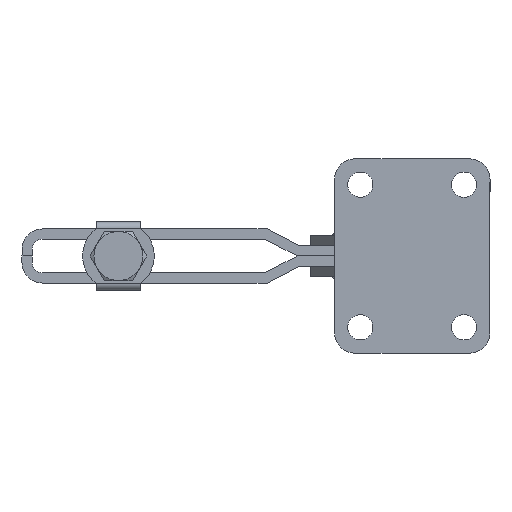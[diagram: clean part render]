
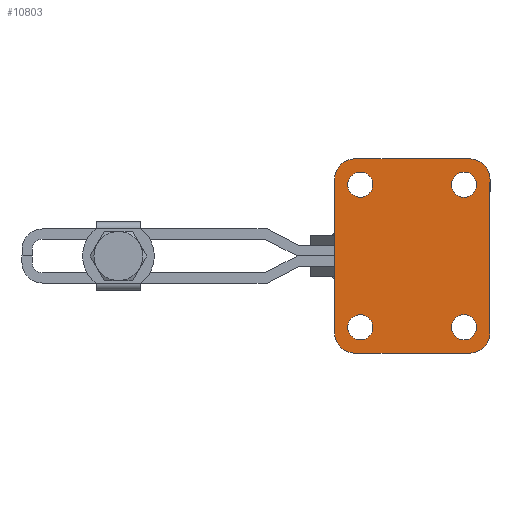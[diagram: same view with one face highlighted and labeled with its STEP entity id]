
A CAD part, front view. The second image highlights one B-rep face of the part: STEP entity #10803.
In plain terms, the highlighted planar face has unit normal (0, -1, 0).
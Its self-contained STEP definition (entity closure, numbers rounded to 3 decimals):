
#39 = DIRECTION ( 'NONE',  ( 0., 1., 0. ) ) ;
#176 = ORIENTED_EDGE ( 'NONE', *, *, #13394, .T. ) ;
#240 = DIRECTION ( 'NONE',  ( 0., 1., 0. ) ) ;
#433 = DIRECTION ( 'NONE',  ( 0., 1., 0. ) ) ;
#548 = EDGE_CURVE ( 'NONE', #11730, #3480, #15591, .T. ) ;
#633 = DIRECTION ( 'NONE',  ( -1., 0., 0. ) ) ;
#643 = AXIS2_PLACEMENT_3D ( 'NONE', #11648, #5412, #14213 ) ;
#667 = DIRECTION ( 'NONE',  ( 0., 1., 0. ) ) ;
#689 = EDGE_CURVE ( 'NONE', #6059, #4878, #6543, .T. ) ;
#965 = EDGE_LOOP ( 'NONE', ( #15322, #176 ) ) ;
#1070 = DIRECTION ( 'NONE',  ( 0., 0., 1. ) ) ;
#1313 = CARTESIAN_POINT ( 'NONE',  ( -10., -3., -42.6 ) ) ;
#1420 = AXIS2_PLACEMENT_3D ( 'NONE', #4754, #13524, #5987 ) ;
#1427 = CARTESIAN_POINT ( 'NONE',  ( -12.7, -3., 29.9 ) ) ;
#1582 = EDGE_CURVE ( 'NONE', #14725, #13280, #15955, .T. ) ;
#1616 = AXIS2_PLACEMENT_3D ( 'NONE', #1427, #10201, #2675 ) ;
#1748 = DIRECTION ( 'NONE',  ( 0., 1., 0. ) ) ;
#1820 = VERTEX_POINT ( 'NONE', #12379 ) ;
#1880 = FACE_BOUND ( 'NONE', #2429, .T. ) ;
#1918 = CIRCLE ( 'NONE', #9396, 10. ) ;
#1952 = EDGE_CURVE ( 'NONE', #13280, #14725, #3190, .T. ) ;
#2001 = EDGE_CURVE ( 'NONE', #3897, #8441, #16157, .T. ) ;
#2106 = VERTEX_POINT ( 'NONE', #2859 ) ;
#2110 = CARTESIAN_POINT ( 'NONE',  ( -76.2, -3., -42.6 ) ) ;
#2382 = AXIS2_PLACEMENT_3D ( 'NONE', #1313, #10097, #2581 ) ;
#2429 = EDGE_LOOP ( 'NONE', ( #15895, #10971 ) ) ;
#2514 = CARTESIAN_POINT ( 'NONE',  ( -76.2, -3., 32.6 ) ) ;
#2581 = DIRECTION ( 'NONE',  ( 1., 0., 0. ) ) ;
#2621 = VECTOR ( 'NONE', #6601, 1000. ) ;
#2675 = DIRECTION ( 'NONE',  ( -1., 0., 0. ) ) ;
#2740 = CARTESIAN_POINT ( 'NONE',  ( -69.65, -3., -39.9 ) ) ;
#2760 = CIRCLE ( 'NONE', #4644, 6.15 ) ;
#2859 = CARTESIAN_POINT ( 'NONE',  ( -18.85, -3., 29.9 ) ) ;
#2990 = AXIS2_PLACEMENT_3D ( 'NONE', #6433, #15222, #7697 ) ;
#3190 = CIRCLE ( 'NONE', #2990, 6.15 ) ;
#3402 = CARTESIAN_POINT ( 'NONE',  ( -6.55, -3., -39.9 ) ) ;
#3480 = VERTEX_POINT ( 'NONE', #8090 ) ;
#3585 = CARTESIAN_POINT ( 'NONE',  ( -57.35, -3., -39.9 ) ) ;
#3815 = AXIS2_PLACEMENT_3D ( 'NONE', #7747, #240, #9016 ) ;
#3897 = VERTEX_POINT ( 'NONE', #3402 ) ;
#3899 = VERTEX_POINT ( 'NONE', #7166 ) ;
#4169 = CARTESIAN_POINT ( 'NONE',  ( -66.2, -3., 42.6 ) ) ;
#4341 = DIRECTION ( 'NONE',  ( 0., 1., 0. ) ) ;
#4515 = VERTEX_POINT ( 'NONE', #14526 ) ;
#4625 = ORIENTED_EDGE ( 'NONE', *, *, #548, .F. ) ;
#4644 = AXIS2_PLACEMENT_3D ( 'NONE', #9265, #1748, #10510 ) ;
#4710 = EDGE_CURVE ( 'NONE', #8441, #3897, #10838, .T. ) ;
#4754 = CARTESIAN_POINT ( 'NONE',  ( -63.5, -3., 29.9 ) ) ;
#4878 = VERTEX_POINT ( 'NONE', #2110 ) ;
#4993 = EDGE_CURVE ( 'NONE', #4878, #10562, #10204, .T. ) ;
#5154 = CARTESIAN_POINT ( 'NONE',  ( -57.35, -3., 29.9 ) ) ;
#5231 = EDGE_CURVE ( 'NONE', #8853, #3899, #6246, .T. ) ;
#5299 = CARTESIAN_POINT ( 'NONE',  ( -10., -3., 32.6 ) ) ;
#5412 = DIRECTION ( 'NONE',  ( 0., 1., 0. ) ) ;
#5664 = AXIS2_PLACEMENT_3D ( 'NONE', #6885, #15669, #8156 ) ;
#5987 = DIRECTION ( 'NONE',  ( -1., 0., 0. ) ) ;
#6043 = CIRCLE ( 'NONE', #8153, 10. ) ;
#6059 = VERTEX_POINT ( 'NONE', #13072 ) ;
#6202 = ORIENTED_EDGE ( 'NONE', *, *, #1582, .T. ) ;
#6246 = LINE ( 'NONE', #12011, #15500 ) ;
#6433 = CARTESIAN_POINT ( 'NONE',  ( -63.5, -3., -39.9 ) ) ;
#6483 = EDGE_LOOP ( 'NONE', ( #12185, #6202 ) ) ;
#6543 = CIRCLE ( 'NONE', #5664, 10. ) ;
#6558 = DIRECTION ( 'NONE',  ( 1., 0., 0. ) ) ;
#6601 = DIRECTION ( 'NONE',  ( 0., 0., -1. ) ) ;
#6656 = LINE ( 'NONE', #15733, #12929 ) ;
#6697 = ORIENTED_EDGE ( 'NONE', *, *, #5231, .F. ) ;
#6885 = CARTESIAN_POINT ( 'NONE',  ( -66.2, -3., -42.6 ) ) ;
#6957 = AXIS2_PLACEMENT_3D ( 'NONE', #11869, #4341, #13110 ) ;
#7094 = EDGE_CURVE ( 'NONE', #2106, #9119, #10062, .T. ) ;
#7166 = CARTESIAN_POINT ( 'NONE',  ( -10., -3., 42.6 ) ) ;
#7251 = ORIENTED_EDGE ( 'NONE', *, *, #2001, .T. ) ;
#7367 = EDGE_LOOP ( 'NONE', ( #11993, #7251 ) ) ;
#7493 = CARTESIAN_POINT ( 'NONE',  ( -18.85, -3., -39.9 ) ) ;
#7543 = CARTESIAN_POINT ( 'NONE',  ( -66.2, -3., 32.6 ) ) ;
#7697 = DIRECTION ( 'NONE',  ( 1., 0., 0. ) ) ;
#7747 = CARTESIAN_POINT ( 'NONE',  ( -12.7, -3., -39.9 ) ) ;
#7770 = CIRCLE ( 'NONE', #12315, 6.15 ) ;
#7953 = CARTESIAN_POINT ( 'NONE',  ( -12.7, -3., -39.9 ) ) ;
#8090 = CARTESIAN_POINT ( 'NONE',  ( 0., -3., -42.6 ) ) ;
#8148 = ORIENTED_EDGE ( 'NONE', *, *, #8717, .F. ) ;
#8153 = AXIS2_PLACEMENT_3D ( 'NONE', #7543, #39, #8806 ) ;
#8156 = DIRECTION ( 'NONE',  ( 1., 0., 0. ) ) ;
#8192 = CARTESIAN_POINT ( 'NONE',  ( -12.7, -3., 29.9 ) ) ;
#8441 = VERTEX_POINT ( 'NONE', #7493 ) ;
#8475 = EDGE_CURVE ( 'NONE', #10562, #8853, #6043, .T. ) ;
#8561 = FACE_BOUND ( 'NONE', #6483, .T. ) ;
#8717 = EDGE_CURVE ( 'NONE', #3480, #1820, #9184, .T. ) ;
#8806 = DIRECTION ( 'NONE',  ( 1., 0., 0. ) ) ;
#8823 = EDGE_LOOP ( 'NONE', ( #16048, #13619, #14631, #11992, #8148, #4625, #12725, #6697 ) ) ;
#8853 = VERTEX_POINT ( 'NONE', #4169 ) ;
#9016 = DIRECTION ( 'NONE',  ( 1., 0., 0. ) ) ;
#9083 = CARTESIAN_POINT ( 'NONE',  ( 0., -3., 32.6 ) ) ;
#9119 = VERTEX_POINT ( 'NONE', #16005 ) ;
#9151 = PLANE ( 'NONE',  #643 ) ;
#9184 = CIRCLE ( 'NONE', #2382, 10. ) ;
#9205 = DIRECTION ( 'NONE',  ( 1., 0., 0. ) ) ;
#9265 = CARTESIAN_POINT ( 'NONE',  ( -63.5, -3., 29.9 ) ) ;
#9396 = AXIS2_PLACEMENT_3D ( 'NONE', #5299, #14067, #6558 ) ;
#9460 = DIRECTION ( 'NONE',  ( -1., 0., 0. ) ) ;
#9543 = CIRCLE ( 'NONE', #1420, 6.15 ) ;
#9665 = EDGE_CURVE ( 'NONE', #1820, #6059, #6656, .T. ) ;
#9807 = VECTOR ( 'NONE', #1070, 1000. ) ;
#9936 = AXIS2_PLACEMENT_3D ( 'NONE', #7953, #433, #9205 ) ;
#10062 = CIRCLE ( 'NONE', #1616, 6.15 ) ;
#10097 = DIRECTION ( 'NONE',  ( 0., 1., 0. ) ) ;
#10201 = DIRECTION ( 'NONE',  ( 0., 1., 0. ) ) ;
#10204 = LINE ( 'NONE', #14972, #9807 ) ;
#10510 = DIRECTION ( 'NONE',  ( -1., 0., 0. ) ) ;
#10562 = VERTEX_POINT ( 'NONE', #2514 ) ;
#10803 = ADVANCED_FACE ( 'NONE', ( #1880, #8561, #14837, #11904, #11506 ), #9151, .F. ) ;
#10838 = CIRCLE ( 'NONE', #9936, 6.15 ) ;
#10971 = ORIENTED_EDGE ( 'NONE', *, *, #12841, .T. ) ;
#11506 = FACE_OUTER_BOUND ( 'NONE', #8823, .T. ) ;
#11648 = CARTESIAN_POINT ( 'NONE',  ( -66.2, -3., 32.6 ) ) ;
#11730 = VERTEX_POINT ( 'NONE', #13079 ) ;
#11869 = CARTESIAN_POINT ( 'NONE',  ( -63.5, -3., -39.9 ) ) ;
#11904 = FACE_BOUND ( 'NONE', #965, .T. ) ;
#11992 = ORIENTED_EDGE ( 'NONE', *, *, #9665, .F. ) ;
#11993 = ORIENTED_EDGE ( 'NONE', *, *, #4710, .T. ) ;
#12011 = CARTESIAN_POINT ( 'NONE',  ( -66.2, -3., 42.6 ) ) ;
#12185 = ORIENTED_EDGE ( 'NONE', *, *, #1952, .T. ) ;
#12315 = AXIS2_PLACEMENT_3D ( 'NONE', #8192, #667, #9460 ) ;
#12379 = CARTESIAN_POINT ( 'NONE',  ( -10., -3., -52.6 ) ) ;
#12725 = ORIENTED_EDGE ( 'NONE', *, *, #14230, .F. ) ;
#12841 = EDGE_CURVE ( 'NONE', #9119, #2106, #7770, .T. ) ;
#12929 = VECTOR ( 'NONE', #633, 1000. ) ;
#13072 = CARTESIAN_POINT ( 'NONE',  ( -66.2, -3., -52.6 ) ) ;
#13079 = CARTESIAN_POINT ( 'NONE',  ( 0., -3., 32.6 ) ) ;
#13110 = DIRECTION ( 'NONE',  ( 1., 0., 0. ) ) ;
#13233 = DIRECTION ( 'NONE',  ( 1., 0., 0. ) ) ;
#13280 = VERTEX_POINT ( 'NONE', #2740 ) ;
#13394 = EDGE_CURVE ( 'NONE', #13653, #4515, #2760, .T. ) ;
#13524 = DIRECTION ( 'NONE',  ( 0., 1., 0. ) ) ;
#13619 = ORIENTED_EDGE ( 'NONE', *, *, #4993, .F. ) ;
#13653 = VERTEX_POINT ( 'NONE', #5154 ) ;
#14067 = DIRECTION ( 'NONE',  ( 0., 1., 0. ) ) ;
#14213 = DIRECTION ( 'NONE',  ( 1., 0., 0. ) ) ;
#14230 = EDGE_CURVE ( 'NONE', #3899, #11730, #1918, .T. ) ;
#14526 = CARTESIAN_POINT ( 'NONE',  ( -69.65, -3., 29.9 ) ) ;
#14631 = ORIENTED_EDGE ( 'NONE', *, *, #689, .F. ) ;
#14725 = VERTEX_POINT ( 'NONE', #3585 ) ;
#14837 = FACE_BOUND ( 'NONE', #7367, .T. ) ;
#14972 = CARTESIAN_POINT ( 'NONE',  ( -76.2, -3., -42.6 ) ) ;
#15021 = EDGE_CURVE ( 'NONE', #4515, #13653, #9543, .T. ) ;
#15222 = DIRECTION ( 'NONE',  ( 0., 1., 0. ) ) ;
#15322 = ORIENTED_EDGE ( 'NONE', *, *, #15021, .T. ) ;
#15500 = VECTOR ( 'NONE', #13233, 1000. ) ;
#15591 = LINE ( 'NONE', #9083, #2621 ) ;
#15669 = DIRECTION ( 'NONE',  ( 0., 1., 0. ) ) ;
#15733 = CARTESIAN_POINT ( 'NONE',  ( -10., -3., -52.6 ) ) ;
#15895 = ORIENTED_EDGE ( 'NONE', *, *, #7094, .T. ) ;
#15955 = CIRCLE ( 'NONE', #6957, 6.15 ) ;
#16005 = CARTESIAN_POINT ( 'NONE',  ( -6.55, -3., 29.9 ) ) ;
#16048 = ORIENTED_EDGE ( 'NONE', *, *, #8475, .F. ) ;
#16157 = CIRCLE ( 'NONE', #3815, 6.15 ) ;
